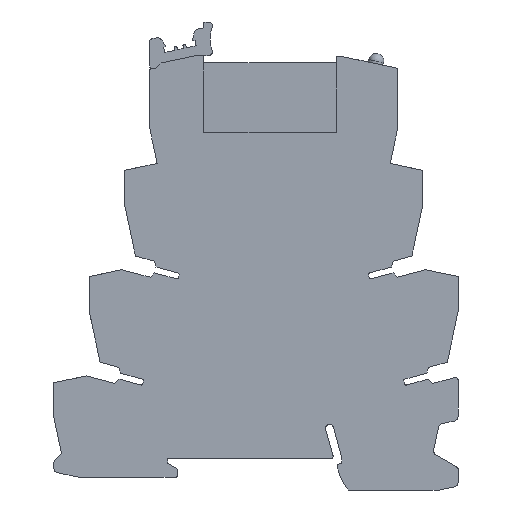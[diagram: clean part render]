
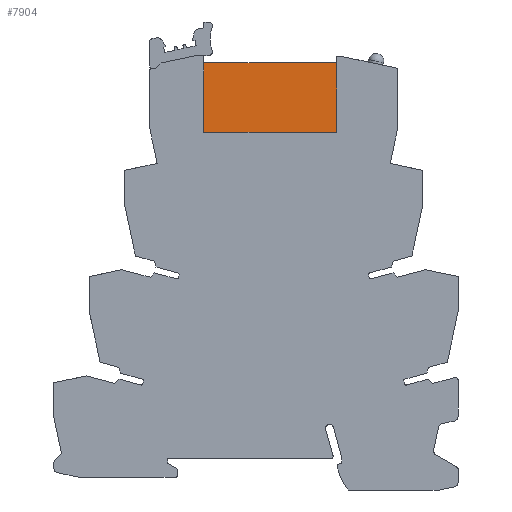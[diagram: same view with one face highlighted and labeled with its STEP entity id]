
A CAD part, front view. The second image highlights one B-rep face of the part: STEP entity #7904.
In plain terms, the highlighted planar face has unit normal (0, -1, 0).
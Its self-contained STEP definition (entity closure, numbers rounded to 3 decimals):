
#2621=DIRECTION('',(-1.,0.,0.));
#2622=VECTOR('',#2621,26.3);
#2623=CARTESIAN_POINT('',(11.8,-2.399,-13.8));
#2624=LINE('',#2623,#2622);
#2663=DIRECTION('',(0.,0.,-1.));
#2664=VECTOR('',#2663,13.8);
#2665=CARTESIAN_POINT('',(-14.5,-2.399,0.));
#2666=LINE('',#2665,#2664);
#2719=DIRECTION('',(-1.,0.,0.));
#2720=VECTOR('',#2719,26.3);
#2721=CARTESIAN_POINT('',(11.8,-2.399,0.));
#2722=LINE('',#2721,#2720);
#2740=DIRECTION('',(0.,0.,-1.));
#2741=VECTOR('',#2740,13.8);
#2742=CARTESIAN_POINT('',(11.8,-2.399,0.));
#2743=LINE('',#2742,#2741);
#5628=CARTESIAN_POINT('',(11.8,-2.399,-13.8));
#5629=CARTESIAN_POINT('',(-14.5,-2.399,-13.8));
#5630=VERTEX_POINT('',#5628);
#5631=VERTEX_POINT('',#5629);
#5658=CARTESIAN_POINT('',(-14.5,-2.399,0.));
#5659=VERTEX_POINT('',#5658);
#5673=CARTESIAN_POINT('',(11.8,-2.399,0.));
#5675=VERTEX_POINT('',#5673);
#7893=CARTESIAN_POINT('',(11.8,-2.399,0.));
#7894=DIRECTION('',(0.,1.,0.));
#7895=DIRECTION('',(-1.,0.,0.));
#7896=AXIS2_PLACEMENT_3D('',#7893,#7894,#7895);
#7897=PLANE('',#7896);
#7898=ORIENTED_EDGE('',*,*,#7743,.T.);
#7899=ORIENTED_EDGE('',*,*,#7778,.T.);
#7900=ORIENTED_EDGE('',*,*,#7807,.F.);
#7901=ORIENTED_EDGE('',*,*,#7849,.F.);
#7902=EDGE_LOOP('',(#7898,#7899,#7900,#7901));
#7903=FACE_OUTER_BOUND('',#7902,.F.);
#7743=EDGE_CURVE('',#5675,#5630,#2743,.T.);
#7778=EDGE_CURVE('',#5630,#5631,#2624,.T.);
#7807=EDGE_CURVE('',#5659,#5631,#2666,.T.);
#7849=EDGE_CURVE('',#5675,#5659,#2722,.T.);
#7904=ADVANCED_FACE('',(#7903),#7897,.F.);
